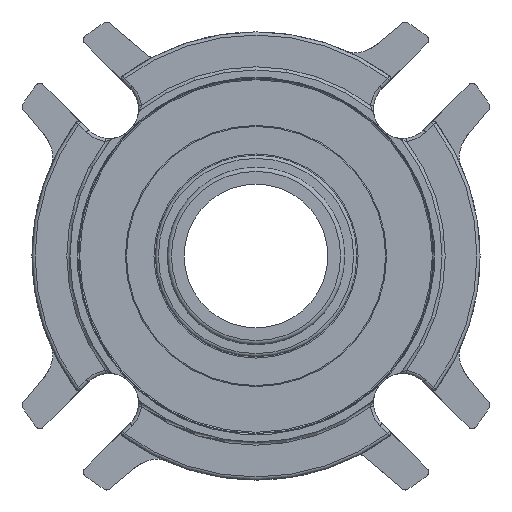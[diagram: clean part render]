
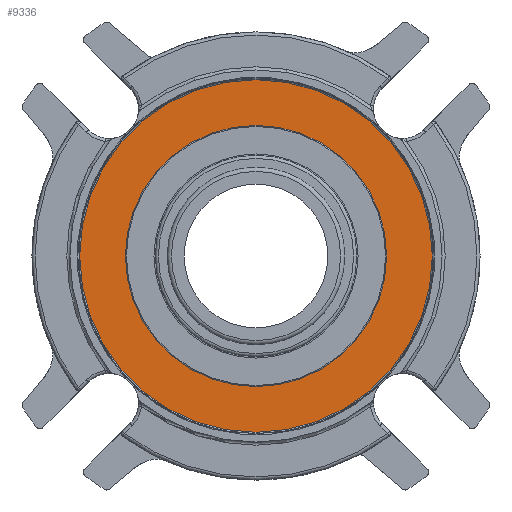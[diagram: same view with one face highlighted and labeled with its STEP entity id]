
A CAD part, front view. The second image highlights one B-rep face of the part: STEP entity #9336.
In plain terms, the highlighted planar face has unit normal (0, -1, 0).
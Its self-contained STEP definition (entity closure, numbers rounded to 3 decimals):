
#1162=PLANE('',#9999);
#1728=ORIENTED_EDGE('',*,*,#4610,.F.);
#1729=ORIENTED_EDGE('',*,*,#4612,.F.);
#4610=EDGE_CURVE('',#6054,#6054,#6948,.F.);
#4612=EDGE_CURVE('',#6056,#6056,#6950,.T.);
#6054=VERTEX_POINT('',#14202);
#6056=VERTEX_POINT('',#14208);
#6948=CIRCLE('',#9993,31.75);
#6950=CIRCLE('',#9997,42.863);
#7606=EDGE_LOOP('',(#1728));
#7607=EDGE_LOOP('',(#1729));
#8364=FACE_BOUND('',#7606,.T.);
#8365=FACE_BOUND('',#7607,.T.);
#9336=ADVANCED_FACE('',(#8364,#8365),#1162,.F.);
#9993=AXIS2_PLACEMENT_3D('',#14201,#11229,#11230);
#9997=AXIS2_PLACEMENT_3D('',#14207,#11237,#11238);
#9999=AXIS2_PLACEMENT_3D('',#14211,#11241,#11242);
#11229=DIRECTION('',(0.,1.,0.));
#11230=DIRECTION('',(-1.,0.,0.));
#11237=DIRECTION('',(0.,1.,0.));
#11238=DIRECTION('',(0.,0.,1.));
#11241=DIRECTION('',(0.,1.,0.));
#11242=DIRECTION('',(0.,0.,1.));
#14201=CARTESIAN_POINT('',(0.,2.87,0.));
#14202=CARTESIAN_POINT('',(-31.75,2.87,0.));
#14207=CARTESIAN_POINT('',(0.,2.87,0.));
#14208=CARTESIAN_POINT('',(0.,2.87,42.863));
#14211=CARTESIAN_POINT('',(0.,2.87,36.513));
